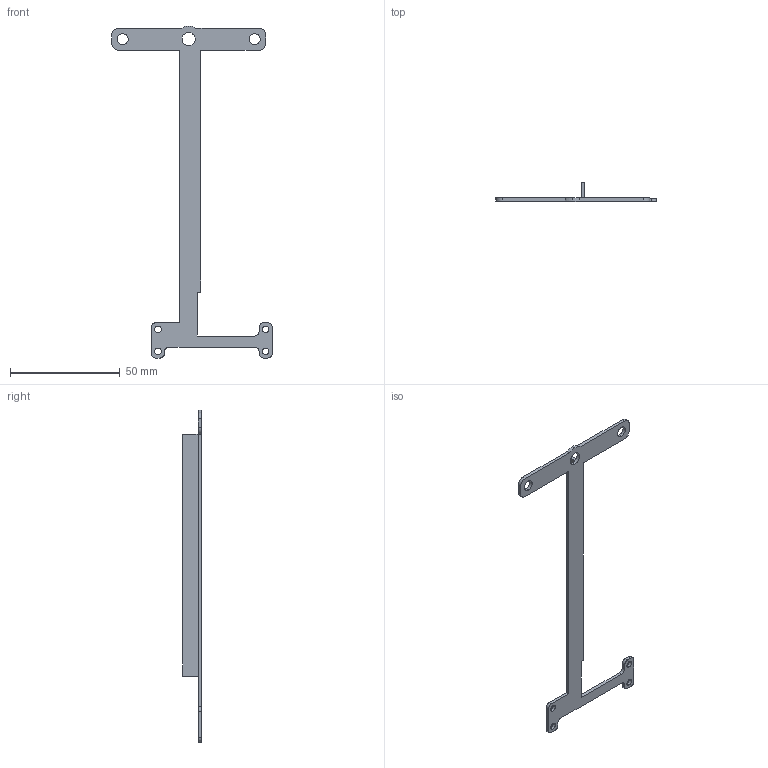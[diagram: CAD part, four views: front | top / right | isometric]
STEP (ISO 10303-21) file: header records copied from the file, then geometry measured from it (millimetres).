
FILE_DESCRIPTION (( 'STEP AP203' ), '1' );
FILE_NAME ('儂迮旋3僇.STEP', '2025-08-23T07:46:53', ( '' ), ( '' ), 'SwSTEP 2.0', 'SolidWorks 2025', '' );
FILE_SCHEMA (( 'CONFIG_CONTROL_DESIGN' ));
Length unit declared in the file: millimetre
Products named in the file (1): 机械臂3段
Bounding box: 73 x 8.5 x 151 mm (x, y, z)
Volume: 4532.3 mm3; surface area: 7010 mm2
Topology: 1 solids, 1 shells, 56 faces, 160 edges, 106 vertices
Faces by surface type: cylinder 30, plane 26
Entity records: 1953 total; most frequent: DIRECTION 334, CARTESIAN_POINT 323, ORIENTED_EDGE 320, EDGE_CURVE 160, AXIS2_PLACEMENT_3D 117, VERTEX_POINT 106, VECTOR 100, LINE 100
